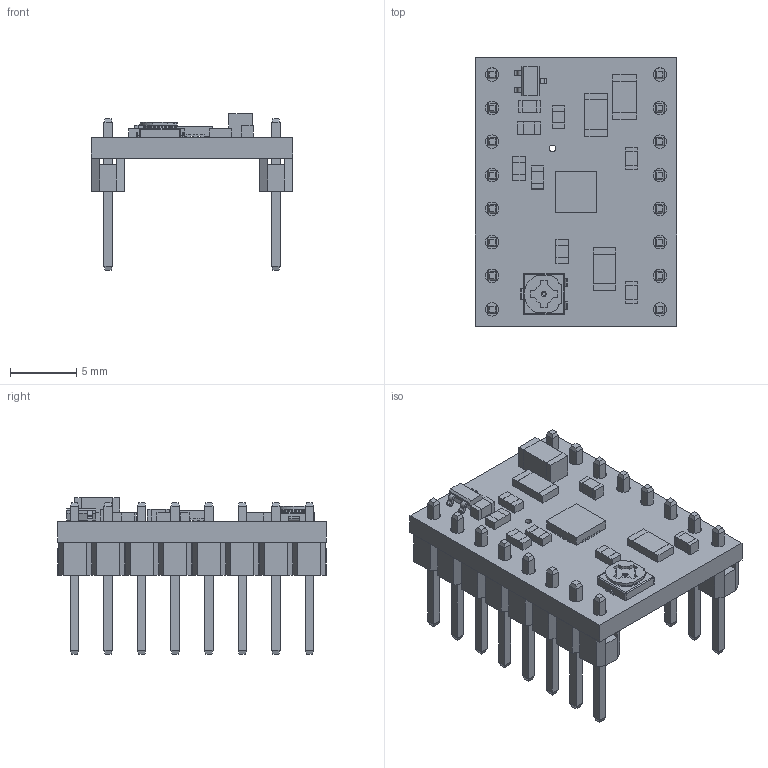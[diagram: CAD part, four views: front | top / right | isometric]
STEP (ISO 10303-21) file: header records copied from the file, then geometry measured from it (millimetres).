
FILE_DESCRIPTION(('FreeCAD Model'),'2;1');
FILE_NAME('Open CASCADE Shape Model','2021-07-12T10:54:34',( 'kicad StepUp'),('ksu MCAD'),'Open CASCADE STEP processor 7.4', 'FreeCAD','Unknown');
FILE_SCHEMA(('AUTOMOTIVE_DESIGN { 1 0 10303 214 1 1 1 1 }'));
Length unit declared in the file: millimetre
Products named in the file (1): stspin220_stepper_motor_driver_carrier003_cp
Bounding box: 15.24 x 20.32 x 11.87 mm (x, y, z)
Volume: 784.2 mm3; surface area: 1792.7 mm2
Topology: 3 solids, 3 shells, 1191 faces, 3123 edges, 2004 vertices
Faces by surface type: plane 947, bspline 169, cylinder 68, sphere 4, torus 3
Full cylindrical faces by diameter (mm): 0.25 x1, 0.508 x1, 1.016 x16, 2.5 x1
Entity records: 50103 total; most frequent: CARTESIAN_POINT 13506, ORIENTED_EDGE 6238, DIRECTION 4921, EDGE_CURVE 3119, LINE 2595, VECTOR 2595, VERTEX_POINT 2004, FACE_BOUND 1329
